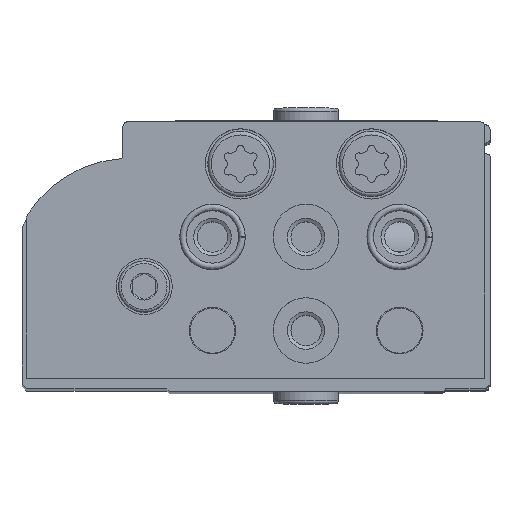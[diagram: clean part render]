
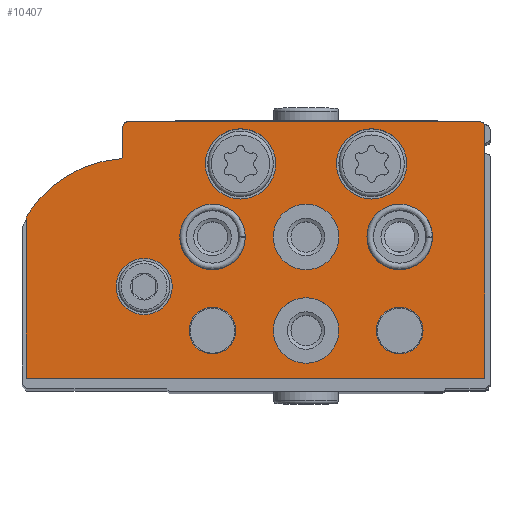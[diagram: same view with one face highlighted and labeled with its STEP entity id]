
A CAD part, top view. The second image highlights one B-rep face of the part: STEP entity #10407.
In plain terms, the highlighted face is planar.
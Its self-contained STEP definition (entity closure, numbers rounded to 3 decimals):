
#317=PLANE('',#11771);
#885=CIRCLE('',#11757,0.5);
#886=CIRCLE('',#11762,1.);
#887=CIRCLE('',#11764,13.);
#888=CIRCLE('',#11766,0.3);
#889=CIRCLE('',#11769,0.5);
#890=CIRCLE('',#11772,3.);
#891=CIRCLE('',#11773,3.75);
#892=CIRCLE('',#11774,3.75);
#893=CIRCLE('',#11775,3.5);
#894=CIRCLE('',#11776,3.5);
#895=CIRCLE('',#11777,3.5);
#896=CIRCLE('',#11778,3.5);
#897=CIRCLE('',#11779,2.5);
#898=CIRCLE('',#11780,2.5);
#1685=LINE('',#17903,#2446);
#1687=LINE('',#17907,#2448);
#1689=LINE('',#17911,#2450);
#1694=LINE('',#17927,#2455);
#1697=LINE('',#17935,#2458);
#2446=VECTOR('',#14496,1000.);
#2448=VECTOR('',#14500,1000.);
#2450=VECTOR('',#14504,1000.);
#2455=VECTOR('',#14523,1000.);
#2458=VECTOR('',#14532,1000.);
#4666=ORIENTED_EDGE('',*,*,#6528,.T.);
#4667=ORIENTED_EDGE('',*,*,#6529,.T.);
#4668=ORIENTED_EDGE('',*,*,#6530,.T.);
#4669=ORIENTED_EDGE('',*,*,#6531,.T.);
#4670=ORIENTED_EDGE('',*,*,#6532,.T.);
#4671=ORIENTED_EDGE('',*,*,#6533,.T.);
#4672=ORIENTED_EDGE('',*,*,#6534,.T.);
#4673=ORIENTED_EDGE('',*,*,#6535,.T.);
#4674=ORIENTED_EDGE('',*,*,#6536,.T.);
#4675=ORIENTED_EDGE('',*,*,#6507,.F.);
#4676=ORIENTED_EDGE('',*,*,#6526,.F.);
#4677=ORIENTED_EDGE('',*,*,#6524,.F.);
#4678=ORIENTED_EDGE('',*,*,#6522,.F.);
#4679=ORIENTED_EDGE('',*,*,#6520,.T.);
#4680=ORIENTED_EDGE('',*,*,#6518,.F.);
#4681=ORIENTED_EDGE('',*,*,#6516,.F.);
#4682=ORIENTED_EDGE('',*,*,#6514,.F.);
#4683=ORIENTED_EDGE('',*,*,#6512,.F.);
#4684=ORIENTED_EDGE('',*,*,#6510,.F.);
#6507=EDGE_CURVE('',#7649,#7650,#885,.T.);
#6510=EDGE_CURVE('',#7650,#7651,#1685,.T.);
#6512=EDGE_CURVE('',#7651,#7652,#1687,.T.);
#6514=EDGE_CURVE('',#7652,#7653,#1689,.T.);
#6516=EDGE_CURVE('',#7653,#7654,#886,.T.);
#6518=EDGE_CURVE('',#7654,#7655,#887,.T.);
#6520=EDGE_CURVE('',#7656,#7655,#888,.T.);
#6522=EDGE_CURVE('',#7656,#7657,#1694,.T.);
#6524=EDGE_CURVE('',#7657,#7658,#889,.T.);
#6526=EDGE_CURVE('',#7658,#7649,#1697,.T.);
#6528=EDGE_CURVE('',#7659,#7659,#890,.T.);
#6529=EDGE_CURVE('',#7660,#7660,#891,.T.);
#6530=EDGE_CURVE('',#7661,#7661,#892,.T.);
#6531=EDGE_CURVE('',#7662,#7662,#893,.T.);
#6532=EDGE_CURVE('',#7663,#7663,#894,.T.);
#6533=EDGE_CURVE('',#7664,#7664,#895,.T.);
#6534=EDGE_CURVE('',#7665,#7665,#896,.T.);
#6535=EDGE_CURVE('',#7666,#7666,#897,.T.);
#6536=EDGE_CURVE('',#7667,#7667,#898,.T.);
#7649=VERTEX_POINT('',#17898);
#7650=VERTEX_POINT('',#17899);
#7651=VERTEX_POINT('',#17904);
#7652=VERTEX_POINT('',#17908);
#7653=VERTEX_POINT('',#17912);
#7654=VERTEX_POINT('',#17916);
#7655=VERTEX_POINT('',#17920);
#7656=VERTEX_POINT('',#17924);
#7657=VERTEX_POINT('',#17928);
#7658=VERTEX_POINT('',#17932);
#7659=VERTEX_POINT('',#17939);
#7660=VERTEX_POINT('',#17941);
#7661=VERTEX_POINT('',#17943);
#7662=VERTEX_POINT('',#17945);
#7663=VERTEX_POINT('',#17947);
#7664=VERTEX_POINT('',#17949);
#7665=VERTEX_POINT('',#17951);
#7666=VERTEX_POINT('',#17953);
#7667=VERTEX_POINT('',#17955);
#8495=EDGE_LOOP('',(#4666));
#8496=EDGE_LOOP('',(#4667));
#8497=EDGE_LOOP('',(#4668));
#8498=EDGE_LOOP('',(#4669));
#8499=EDGE_LOOP('',(#4670));
#8500=EDGE_LOOP('',(#4671));
#8501=EDGE_LOOP('',(#4672));
#8502=EDGE_LOOP('',(#4673));
#8503=EDGE_LOOP('',(#4674));
#8504=EDGE_LOOP('',(#4675,#4676,#4677,#4678,#4679,#4680,#4681,#4682,#4683,
#4684));
#9400=FACE_BOUND('',#8495,.T.);
#9401=FACE_BOUND('',#8496,.T.);
#9402=FACE_BOUND('',#8497,.T.);
#9403=FACE_BOUND('',#8498,.T.);
#9404=FACE_BOUND('',#8499,.T.);
#9405=FACE_BOUND('',#8500,.T.);
#9406=FACE_BOUND('',#8501,.T.);
#9407=FACE_BOUND('',#8502,.T.);
#9408=FACE_BOUND('',#8503,.T.);
#9409=FACE_BOUND('',#8504,.T.);
#10407=ADVANCED_FACE('',(#9400,#9401,#9402,#9403,#9404,#9405,#9406,#9407,
#9408,#9409),#317,.F.);
#11757=AXIS2_PLACEMENT_3D('',#17897,#14490,#14491);
#11762=AXIS2_PLACEMENT_3D('',#17915,#14508,#14509);
#11764=AXIS2_PLACEMENT_3D('',#17919,#14513,#14514);
#11766=AXIS2_PLACEMENT_3D('',#17923,#14518,#14519);
#11769=AXIS2_PLACEMENT_3D('',#17931,#14527,#14528);
#11771=AXIS2_PLACEMENT_3D('',#17937,#14534,#14535);
#11772=AXIS2_PLACEMENT_3D('',#17938,#14536,#14537);
#11773=AXIS2_PLACEMENT_3D('',#17940,#14538,#14539);
#11774=AXIS2_PLACEMENT_3D('',#17942,#14540,#14541);
#11775=AXIS2_PLACEMENT_3D('',#17944,#14542,#14543);
#11776=AXIS2_PLACEMENT_3D('',#17946,#14544,#14545);
#11777=AXIS2_PLACEMENT_3D('',#17948,#14546,#14547);
#11778=AXIS2_PLACEMENT_3D('',#17950,#14548,#14549);
#11779=AXIS2_PLACEMENT_3D('',#17952,#14550,#14551);
#11780=AXIS2_PLACEMENT_3D('',#17954,#14552,#14553);
#14490=DIRECTION('',(0.,0.,1.));
#14491=DIRECTION('',(1.,0.,0.));
#14496=DIRECTION('',(0.,-1.,0.));
#14500=DIRECTION('',(1.,0.,0.));
#14504=DIRECTION('',(0.,1.,0.));
#14508=DIRECTION('',(0.,0.,1.));
#14509=DIRECTION('',(1.,0.,0.));
#14513=DIRECTION('',(0.,0.,1.));
#14514=DIRECTION('',(1.,0.,0.));
#14518=DIRECTION('',(0.,0.,1.));
#14519=DIRECTION('',(1.,0.,0.));
#14523=DIRECTION('',(0.,1.,0.));
#14527=DIRECTION('',(0.,0.,1.));
#14528=DIRECTION('',(1.,0.,0.));
#14532=DIRECTION('',(-1.,0.,0.));
#14534=DIRECTION('',(0.,0.,1.));
#14535=DIRECTION('',(1.,0.,0.));
#14536=DIRECTION('',(0.,0.,1.));
#14537=DIRECTION('',(1.,0.,0.));
#14538=DIRECTION('',(0.,0.,1.));
#14539=DIRECTION('',(1.,0.,0.));
#14540=DIRECTION('',(0.,0.,1.));
#14541=DIRECTION('',(1.,0.,0.));
#14542=DIRECTION('',(0.,0.,1.));
#14543=DIRECTION('',(1.,0.,0.));
#14544=DIRECTION('',(0.,0.,1.));
#14545=DIRECTION('',(1.,0.,0.));
#14546=DIRECTION('',(0.,0.,1.));
#14547=DIRECTION('',(1.,0.,0.));
#14548=DIRECTION('',(0.,0.,1.));
#14549=DIRECTION('',(1.,0.,0.));
#14550=DIRECTION('',(0.,0.,1.));
#14551=DIRECTION('',(1.,0.,0.));
#14552=DIRECTION('',(0.,0.,1.));
#14553=DIRECTION('',(1.,0.,0.));
#17897=CARTESIAN_POINT('',(0.5,26.9,0.));
#17898=CARTESIAN_POINT('',(0.5,27.4,0.));
#17899=CARTESIAN_POINT('',(0.,26.9,0.));
#17903=CARTESIAN_POINT('',(0.,26.9,0.));
#17904=CARTESIAN_POINT('',(0.,0.,0.));
#17907=CARTESIAN_POINT('',(0.,0.,0.));
#17908=CARTESIAN_POINT('',(49.,0.,0.));
#17911=CARTESIAN_POINT('',(49.,0.,0.));
#17912=CARTESIAN_POINT('',(49.,16.98,0.));
#17915=CARTESIAN_POINT('',(48.,16.98,0.));
#17916=CARTESIAN_POINT('',(48.842,17.52,0.));
#17919=CARTESIAN_POINT('',(37.9,10.5,0.));
#17920=CARTESIAN_POINT('',(38.936,23.459,0.));
#17923=CARTESIAN_POINT('',(38.96,23.758,0.));
#17924=CARTESIAN_POINT('',(38.66,23.758,0.));
#17927=CARTESIAN_POINT('',(38.66,23.758,0.));
#17928=CARTESIAN_POINT('',(38.66,26.9,0.));
#17931=CARTESIAN_POINT('',(38.16,26.9,0.));
#17932=CARTESIAN_POINT('',(38.16,27.4,0.));
#17935=CARTESIAN_POINT('',(38.16,27.4,0.));
#17937=CARTESIAN_POINT('',(0.5,26.9,0.));
#17938=CARTESIAN_POINT('',(36.4,9.8,0.));
#17939=CARTESIAN_POINT('',(39.4,9.8,0.));
#17940=CARTESIAN_POINT('',(26.1,22.9,0.));
#17941=CARTESIAN_POINT('',(29.85,22.9,0.));
#17942=CARTESIAN_POINT('',(12.1,22.9,0.));
#17943=CARTESIAN_POINT('',(15.85,22.9,0.));
#17944=CARTESIAN_POINT('',(29.1,15.1,0.));
#17945=CARTESIAN_POINT('',(32.6,15.1,0.));
#17946=CARTESIAN_POINT('',(19.1,15.1,0.));
#17947=CARTESIAN_POINT('',(22.6,15.1,0.));
#17948=CARTESIAN_POINT('',(9.1,15.1,0.));
#17949=CARTESIAN_POINT('',(12.6,15.1,0.));
#17950=CARTESIAN_POINT('',(19.1,5.1,0.));
#17951=CARTESIAN_POINT('',(22.6,5.1,0.));
#17952=CARTESIAN_POINT('',(29.1,5.1,0.));
#17953=CARTESIAN_POINT('',(31.6,5.1,0.));
#17954=CARTESIAN_POINT('',(9.1,5.1,0.));
#17955=CARTESIAN_POINT('',(11.6,5.1,0.));
